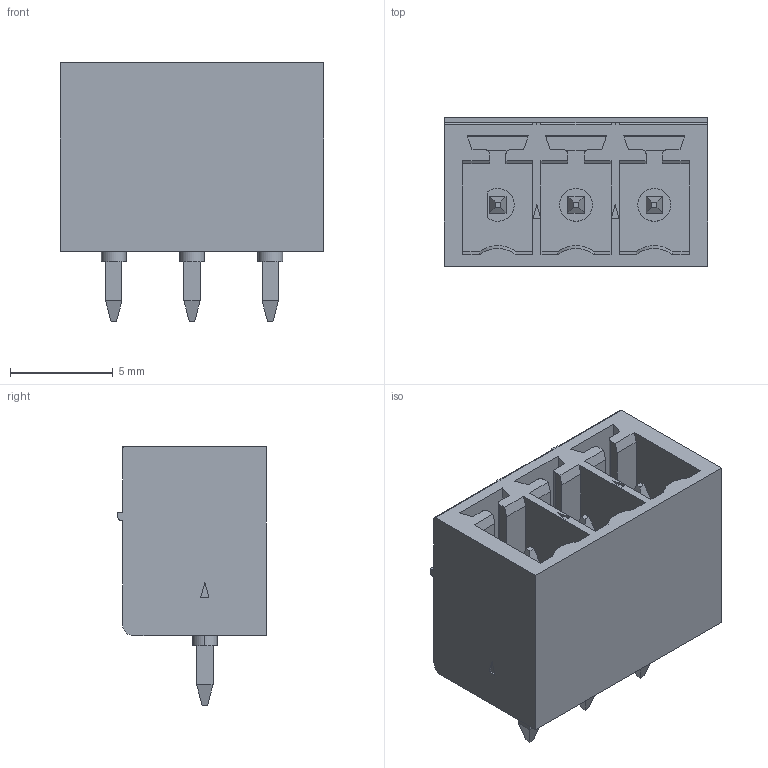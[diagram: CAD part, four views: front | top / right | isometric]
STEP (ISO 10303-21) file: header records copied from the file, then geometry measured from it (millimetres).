
FILE_DESCRIPTION((''),'2;1');
FILE_NAME('PHOENIX_1803439.stp','2010-05-04T17:11:06',(''),(''),'Mechanical Desktop 2010','Mechanical Desktop 2010',', , ');
FILE_SCHEMA(('AUTOMOTIVE_DESIGN { 1 2 10303 214 1 1 1 1 }'));
Length unit declared in the file: millimetre
Products named in the file (1): Product
Bounding box: 12.82 x 7.25 x 12.6 mm (x, y, z)
Volume: 503.8 mm3; surface area: 1127.6 mm2
Topology: 13 solids, 13 shells, 243 faces, 583 edges, 376 vertices
Faces by surface type: plane 193, cylinder 44, sphere 3, cone 3
Entity records: 7022 total; most frequent: CARTESIAN_POINT 1269, DIRECTION 1158, ORIENTED_EDGE 1154, EDGE_CURVE 577, VECTOR 472, LINE 472, VERTEX_POINT 376, AXIS2_PLACEMENT_3D 343
